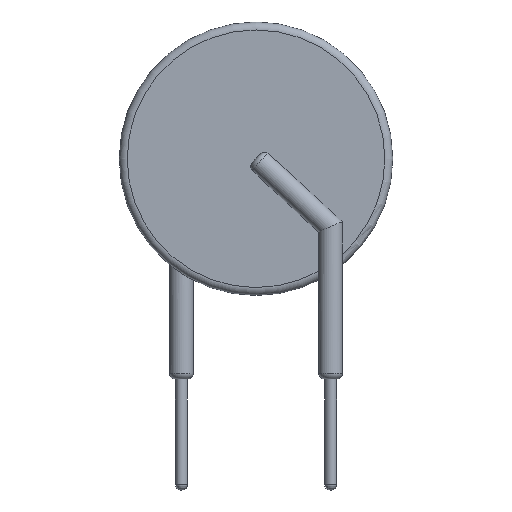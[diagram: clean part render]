
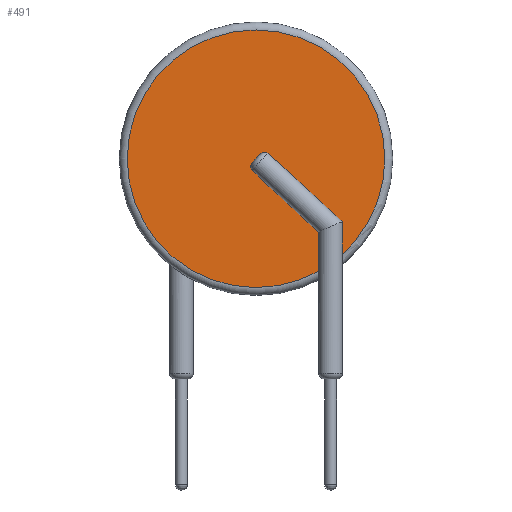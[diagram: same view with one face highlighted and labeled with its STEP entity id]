
A CAD part, front view. The second image highlights one B-rep face of the part: STEP entity #491.
In plain terms, the highlighted planar face has unit normal (0, -1, 0).
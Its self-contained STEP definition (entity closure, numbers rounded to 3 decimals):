
#196 = VERTEX_POINT('',#197);
#197 = CARTESIAN_POINT('',(13.907,-1.52,15.05));
#204 = EDGE_CURVE('',#205,#196,#207,.T.);
#205 = VERTEX_POINT('',#206);
#206 = CARTESIAN_POINT('',(10.915,-1.52,8.436));
#207 = CIRCLE('',#208,8.807);
#208 = AXIS2_PLACEMENT_3D('',#209,#210,#211);
#209 = CARTESIAN_POINT('',(5.1,-1.52,15.05));
#210 = DIRECTION('',(0.,-1.,0.));
#211 = DIRECTION('',(1.,0.,0.));
#214 = VERTEX_POINT('',#215);
#215 = CARTESIAN_POINT('',(9.485,-1.52,7.412));
#318 = EDGE_CURVE('',#196,#214,#319,.T.);
#319 = CIRCLE('',#320,8.807);
#320 = AXIS2_PLACEMENT_3D('',#321,#322,#323);
#321 = CARTESIAN_POINT('',(5.1,-1.52,15.05));
#322 = DIRECTION('',(0.,-1.,0.));
#323 = DIRECTION('',(1.,0.,0.));
#491 = ADVANCED_FACE('',(#492),#587,.T.);
#492 = FACE_BOUND('',#493,.T.);
#493 = EDGE_LOOP('',(#494,#495,#496,#504,#513,#522,#543,#551,#572,#581)
);
#494 = ORIENTED_EDGE('',*,*,#204,.T.);
#495 = ORIENTED_EDGE('',*,*,#318,.T.);
#496 = ORIENTED_EDGE('',*,*,#497,.F.);
#497 = EDGE_CURVE('',#498,#214,#500,.T.);
#498 = VERTEX_POINT('',#499);
#499 = CARTESIAN_POINT('',(9.485,-1.52,10.042));
#500 = LINE('',#501,#502);
#501 = CARTESIAN_POINT('',(9.485,-1.52,0.));
#502 = VECTOR('',#503,1.);
#503 = DIRECTION('',(0.,0.,-1.));
#504 = ORIENTED_EDGE('',*,*,#505,.F.);
#505 = EDGE_CURVE('',#506,#498,#508,.T.);
#506 = VERTEX_POINT('',#507);
#507 = CARTESIAN_POINT('',(7.105,-1.52,12.134));
#508 = ELLIPSE('',#509,9.016,0.81);
#509 = AXIS2_PLACEMENT_3D('',#510,#511,#512);
#510 = CARTESIAN_POINT('',(7.105,-1.52,13.233));
#511 = DIRECTION('',(0.,-1.,0.));
#512 = DIRECTION('',(0.735,0.,-0.678));
#513 = ORIENTED_EDGE('',*,*,#514,.F.);
#514 = EDGE_CURVE('',#515,#506,#517,.T.);
#515 = VERTEX_POINT('',#516);
#516 = CARTESIAN_POINT('',(4.863,-1.52,14.239));
#517 = ELLIPSE('',#518,9.016,0.81);
#518 = AXIS2_PLACEMENT_3D('',#519,#520,#521);
#519 = CARTESIAN_POINT('',(7.105,-1.52,13.233));
#520 = DIRECTION('',(0.,-1.,0.));
#521 = DIRECTION('',(0.735,0.,-0.678));
#522 = ORIENTED_EDGE('',*,*,#523,.T.);
#523 = EDGE_CURVE('',#515,#524,#526,.T.);
#524 = VERTEX_POINT('',#525);
#525 = CARTESIAN_POINT('',(4.871,-1.52,14.793));
#526 = B_SPLINE_CURVE_WITH_KNOTS('',8,(#527,#528,#529,#530,#531,#532,
#533,#534,#535,#536,#537,#538,#539,#540,#541,#542),.UNSPECIFIED.,.F.
,.F.,(9,7,9),(0.,0.823,1.),.UNSPECIFIED.);
#527 = CARTESIAN_POINT('',(4.863,-1.52,14.239));
#528 = CARTESIAN_POINT('',(4.818,-1.52,14.282));
#529 = CARTESIAN_POINT('',(4.782,-1.52,14.334));
#530 = CARTESIAN_POINT('',(4.756,-1.52,14.393));
#531 = CARTESIAN_POINT('',(4.743,-1.52,14.457));
#532 = CARTESIAN_POINT('',(4.741,-1.52,14.523));
#533 = CARTESIAN_POINT('',(4.752,-1.52,14.587));
#534 = CARTESIAN_POINT('',(4.775,-1.52,14.649));
#535 = CARTESIAN_POINT('',(4.813,-1.52,14.717));
#536 = CARTESIAN_POINT('',(4.82,-1.52,14.729));
#537 = CARTESIAN_POINT('',(4.828,-1.52,14.74));
#538 = CARTESIAN_POINT('',(4.836,-1.52,14.751));
#539 = CARTESIAN_POINT('',(4.844,-1.52,14.762));
#540 = CARTESIAN_POINT('',(4.853,-1.52,14.773));
#541 = CARTESIAN_POINT('',(4.862,-1.52,14.783));
#542 = CARTESIAN_POINT('',(4.871,-1.52,14.793));
#543 = ORIENTED_EDGE('',*,*,#544,.F.);
#544 = EDGE_CURVE('',#545,#524,#547,.T.);
#545 = VERTEX_POINT('',#546);
#546 = CARTESIAN_POINT('',(5.373,-1.52,15.336));
#547 = LINE('',#548,#549);
#548 = CARTESIAN_POINT('',(5.113,-1.52,15.055));
#549 = VECTOR('',#550,1.);
#550 = DIRECTION('',(-0.678,0.,-0.735));
#551 = ORIENTED_EDGE('',*,*,#552,.F.);
#552 = EDGE_CURVE('',#553,#545,#555,.T.);
#553 = VERTEX_POINT('',#554);
#554 = CARTESIAN_POINT('',(5.924,-1.52,15.389));
#555 = B_SPLINE_CURVE_WITH_KNOTS('',8,(#556,#557,#558,#559,#560,#561,
#562,#563,#564,#565,#566,#567,#568,#569,#570,#571),.UNSPECIFIED.,.F.
,.F.,(9,7,9),(0.,0.823,1.),.UNSPECIFIED.);
#556 = CARTESIAN_POINT('',(5.924,-1.52,15.389));
#557 = CARTESIAN_POINT('',(5.878,-1.52,15.43));
#558 = CARTESIAN_POINT('',(5.823,-1.52,15.462));
#559 = CARTESIAN_POINT('',(5.762,-1.52,15.482));
#560 = CARTESIAN_POINT('',(5.698,-1.52,15.491));
#561 = CARTESIAN_POINT('',(5.632,-1.52,15.487));
#562 = CARTESIAN_POINT('',(5.569,-1.52,15.471));
#563 = CARTESIAN_POINT('',(5.509,-1.52,15.444));
#564 = CARTESIAN_POINT('',(5.444,-1.52,15.4));
#565 = CARTESIAN_POINT('',(5.433,-1.52,15.392));
#566 = CARTESIAN_POINT('',(5.422,-1.52,15.384));
#567 = CARTESIAN_POINT('',(5.412,-1.52,15.375));
#568 = CARTESIAN_POINT('',(5.401,-1.52,15.366));
#569 = CARTESIAN_POINT('',(5.392,-1.52,15.356));
#570 = CARTESIAN_POINT('',(5.382,-1.52,15.346));
#571 = CARTESIAN_POINT('',(5.373,-1.52,15.336));
#572 = ORIENTED_EDGE('',*,*,#573,.F.);
#573 = EDGE_CURVE('',#574,#553,#576,.T.);
#574 = VERTEX_POINT('',#575);
#575 = CARTESIAN_POINT('',(10.915,-1.52,10.667));
#576 = ELLIPSE('',#577,9.016,0.81);
#577 = AXIS2_PLACEMENT_3D('',#578,#579,#580);
#578 = CARTESIAN_POINT('',(7.105,-1.52,13.233));
#579 = DIRECTION('',(0.,-1.,0.));
#580 = DIRECTION('',(0.735,0.,-0.678));
#581 = ORIENTED_EDGE('',*,*,#582,.T.);
#582 = EDGE_CURVE('',#574,#205,#583,.T.);
#583 = LINE('',#584,#585);
#584 = CARTESIAN_POINT('',(10.915,-1.52,0.));
#585 = VECTOR('',#586,1.);
#586 = DIRECTION('',(0.,0.,-1.));
#587 = PLANE('',#588);
#588 = AXIS2_PLACEMENT_3D('',#589,#590,#591);
#589 = CARTESIAN_POINT('',(5.1,-1.52,15.05));
#590 = DIRECTION('',(0.,-1.,0.));
#591 = DIRECTION('',(0.,0.,-1.));
